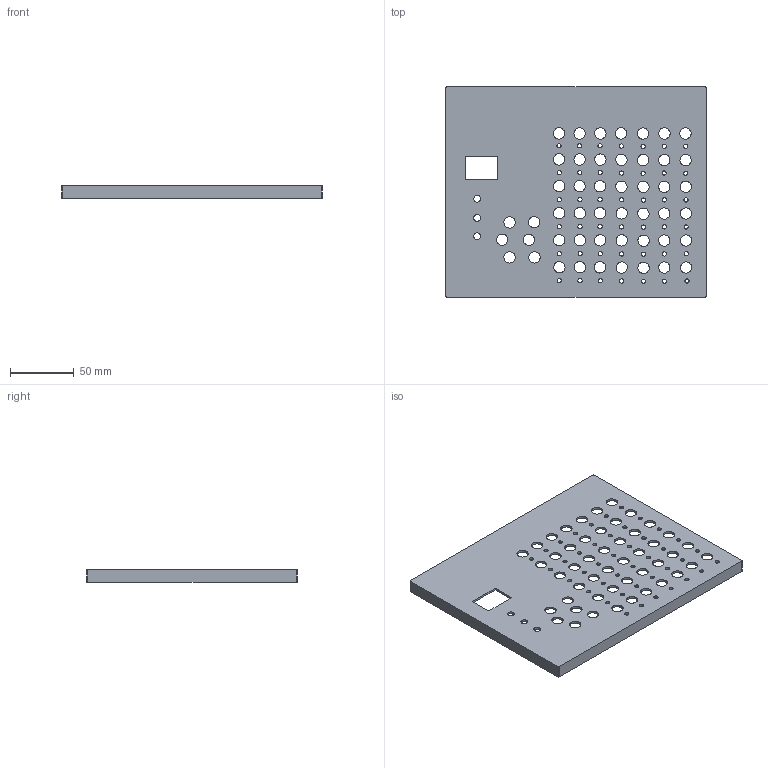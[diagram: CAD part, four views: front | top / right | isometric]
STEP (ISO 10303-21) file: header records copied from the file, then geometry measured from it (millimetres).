
FILE_DESCRIPTION(('Designed by EasyEDA Pro'),'2;1');
FILE_NAME('Open CASCADE Shape Model','2025-04-17T12:29:06',('Author'),( 'Open CASCADE'),'Open CASCADE STEP processor 7.8','Open CASCADE 7.8' ,'Unknown');
FILE_SCHEMA(('AUTOMOTIVE_DESIGN { 1 0 10303 214 1 1 1 1 }'));
Products named in the file (1): Open CASCADE STEP translator 7.8 1
Bounding box: 204.26 x 165.27 x 10 mm (x, y, z)
Volume: 60885.5 mm3; surface area: 76212.4 mm2
Topology: 1 solids, 1 shells, 200 faces, 591 edges, 394 vertices
Faces by surface type: bspline 200
Entity records: 49941 total; most frequent: CARTESIAN_POINT 42223, B_SPLINE_CURVE_WITH_KNOTS 1494, ORIENTED_EDGE 1182, PCURVE 1182, DEFINITIONAL_REPRESENTATION 1182, EDGE_CURVE 591, SURFACE_CURVE 498, VERTEX_POINT 394
